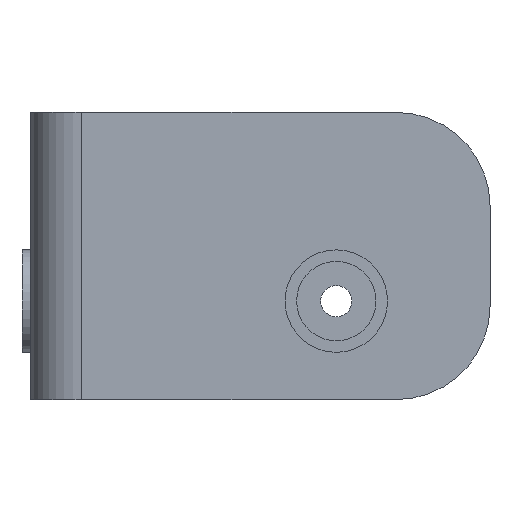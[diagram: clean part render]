
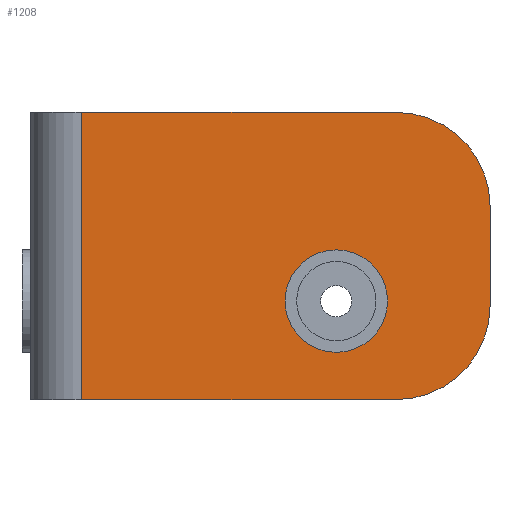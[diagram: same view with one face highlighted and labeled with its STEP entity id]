
A CAD part, left-side view. The second image highlights one B-rep face of the part: STEP entity #1208.
In plain terms, the highlighted planar face has unit normal (-1, 0, 0).
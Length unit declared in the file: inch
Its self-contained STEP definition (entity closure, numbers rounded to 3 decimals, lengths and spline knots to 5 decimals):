
#325=CARTESIAN_POINT('',(-0.795,1.2495,-0.557));
#326=VERTEX_POINT('',#325);
#327=CARTESIAN_POINT('',(-0.795,0.937,-0.557));
#328=DIRECTION('',(1.,0.,0.));
#329=DIRECTION('',(0.,1.,0.));
#330=AXIS2_PLACEMENT_3D('',#327,#328,#329);
#331=CIRCLE('',#330,0.3125);
#332=EDGE_CURVE('',#326,#326,#331,.T.);
#689=CARTESIAN_POINT('',(-0.795,0.,-0.587));
#690=VERTEX_POINT('',#689);
#691=CARTESIAN_POINT('',(-0.795,0.57,-1.157));
#692=VERTEX_POINT('',#691);
#693=CARTESIAN_POINT('',(-0.795,0.57,-0.587));
#694=DIRECTION('',(1.,0.,0.));
#695=DIRECTION('',(0.,-0.707,-0.707));
#696=AXIS2_PLACEMENT_3D('',#693,#694,#695);
#697=CIRCLE('',#696,0.57);
#698=EDGE_CURVE('',#690,#692,#697,.T.);
#965=CARTESIAN_POINT('',(-0.795,2.49,-1.157));
#966=VERTEX_POINT('',#965);
#967=CARTESIAN_POINT('',(-0.795,2.49,-1.157));
#968=DIRECTION('',(0.,-1.,0.));
#969=VECTOR('',#968,1.);
#970=LINE('',#967,#969);
#971=EDGE_CURVE('',#966,#692,#970,.T.);
#1077=CARTESIAN_POINT('',(-0.795,2.49,0.593));
#1078=VERTEX_POINT('',#1077);
#1086=CARTESIAN_POINT('',(-0.795,0.57,0.593));
#1087=VERTEX_POINT('',#1086);
#1088=CARTESIAN_POINT('',(-0.795,2.49,0.593));
#1089=DIRECTION('',(0.,1.,0.));
#1090=VECTOR('',#1089,1.);
#1091=LINE('',#1088,#1090);
#1092=EDGE_CURVE('',#1087,#1078,#1091,.T.);
#1126=CARTESIAN_POINT('',(-0.795,0.,0.023));
#1127=VERTEX_POINT('',#1126);
#1128=CARTESIAN_POINT('',(-0.795,0.57,0.023));
#1129=DIRECTION('',(1.,0.,0.));
#1130=DIRECTION('',(0.,-0.707,0.707));
#1131=AXIS2_PLACEMENT_3D('',#1128,#1129,#1130);
#1132=CIRCLE('',#1131,0.57);
#1133=EDGE_CURVE('',#1087,#1127,#1132,.T.);
#1182=ORIENTED_EDGE('',*,*,#1133,.F.);
#1183=ORIENTED_EDGE('',*,*,#1092,.T.);
#1184=CARTESIAN_POINT('',(-0.795,2.49,0.));
#1185=DIRECTION('',(0.,0.,1.));
#1186=VECTOR('',#1185,1.);
#1187=LINE('',#1184,#1186);
#1188=EDGE_CURVE('',#966,#1078,#1187,.T.);
#1189=ORIENTED_EDGE('',*,*,#1188,.F.);
#1190=ORIENTED_EDGE('',*,*,#971,.T.);
#1191=ORIENTED_EDGE('',*,*,#698,.F.);
#1192=CARTESIAN_POINT('',(-0.795,0.,0.));
#1193=DIRECTION('',(0.,0.,1.));
#1194=VECTOR('',#1193,1.);
#1195=LINE('',#1192,#1194);
#1196=EDGE_CURVE('',#690,#1127,#1195,.T.);
#1197=ORIENTED_EDGE('',*,*,#1196,.T.);
#1198=EDGE_LOOP('',(#1182,#1183,#1189,#1190,#1191,#1197));
#1199=FACE_OUTER_BOUND('',#1198,.T.);
#1200=ORIENTED_EDGE('',*,*,#332,.T.);
#1201=EDGE_LOOP('',(#1200));
#1202=FACE_BOUND('',#1201,.T.);
#1203=CARTESIAN_POINT('',(-0.795,1.245,0.));
#1204=DIRECTION('',(-1.,0.,0.));
#1205=DIRECTION('',(0.,-1.,0.));
#1206=AXIS2_PLACEMENT_3D('',#1203,#1204,#1205);
#1207=PLANE('',#1206);
#1208=ADVANCED_FACE('',(#1199,#1202),#1207,.T.);
